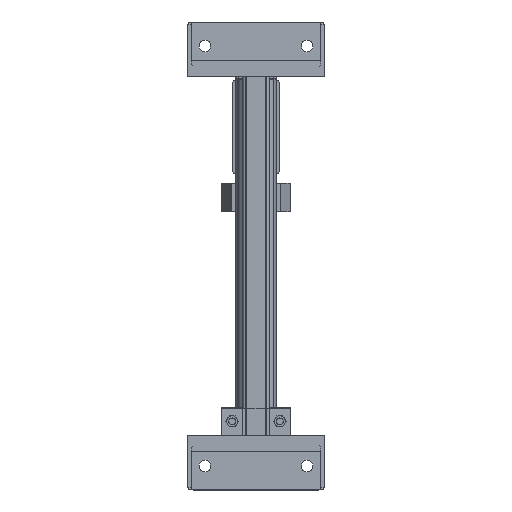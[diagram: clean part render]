
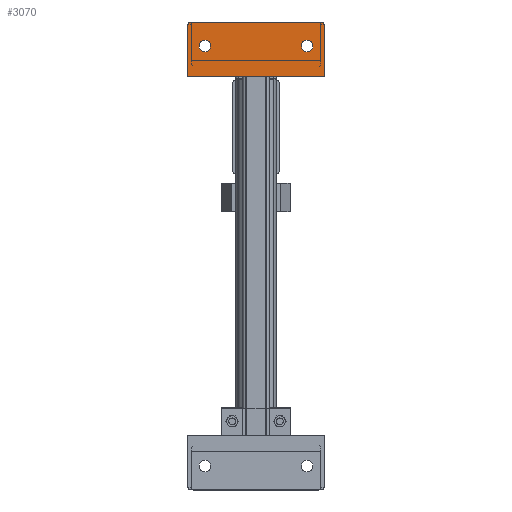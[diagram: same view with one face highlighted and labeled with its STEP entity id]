
A CAD part, left-side view. The second image highlights one B-rep face of the part: STEP entity #3070.
In plain terms, the highlighted face is planar.
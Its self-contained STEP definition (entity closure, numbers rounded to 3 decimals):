
#3070=ADVANCED_FACE('',(#5459,#5460,#5461),#5462,.T.);
#5459=FACE_BOUND('',#10996,.T.);
#5460=FACE_BOUND('',#10997,.T.);
#5461=FACE_OUTER_BOUND('',#10998,.T.);
#5462=PLANE('',#10999);
#10996=EDGE_LOOP('',(#17395));
#10997=EDGE_LOOP('',(#17396));
#10998=EDGE_LOOP('',(#17397,#17398,#17399,#17400,#17401,#17402));
#10999=AXIS2_PLACEMENT_3D('',#17403,#17404,#17405);
#17395=ORIENTED_EDGE('',*,*,#20329,.F.);
#17396=ORIENTED_EDGE('',*,*,#19776,.F.);
#17397=ORIENTED_EDGE('',*,*,#19477,.T.);
#17398=ORIENTED_EDGE('',*,*,#20330,.F.);
#17399=ORIENTED_EDGE('',*,*,#19085,.T.);
#17400=ORIENTED_EDGE('',*,*,#20085,.F.);
#17401=ORIENTED_EDGE('',*,*,#19601,.F.);
#17402=ORIENTED_EDGE('',*,*,#19947,.T.);
#17403=CARTESIAN_POINT('',(-4891.835,10695.211,4664.048));
#17404=DIRECTION('',(0.,-1.,0.));
#17405=DIRECTION('',(1.,0.,0.));
#19085=EDGE_CURVE('',#20950,#20951,#20952,.T.);
#19477=EDGE_CURVE('',#21594,#21592,#21595,.T.);
#19601=EDGE_CURVE('',#21782,#21784,#21785,.T.);
#19776=EDGE_CURVE('',#22055,#22055,#22056,.T.);
#19947=EDGE_CURVE('',#21782,#21594,#22298,.T.);
#20085=EDGE_CURVE('',#21784,#20951,#22486,.T.);
#20329=EDGE_CURVE('',#22798,#22798,#22799,.T.);
#20330=EDGE_CURVE('',#20950,#21592,#22800,.T.);
#20950=VERTEX_POINT('',#23956);
#20951=VERTEX_POINT('',#23957);
#20952=ELLIPSE('',#23958,3.226,3.);
#21592=VERTEX_POINT('',#25553);
#21594=VERTEX_POINT('',#25556);
#21595=ELLIPSE('',#25557,3.226,3.);
#21782=VERTEX_POINT('',#26043);
#21784=VERTEX_POINT('',#26046);
#21785=LINE('',#26047,#26048);
#22055=VERTEX_POINT('',#26703);
#22056=CIRCLE('',#26704,8.5);
#22298=LINE('',#27488,#27489);
#22486=LINE('',#27955,#27956);
#22798=VERTEX_POINT('',#29286);
#22799=CIRCLE('',#29287,8.5);
#22800=LINE('',#29288,#29289);
#23956=CARTESIAN_POINT('',(-4795.061,10695.211,4584.048));
#23957=CARTESIAN_POINT('',(-4791.835,10695.211,4587.048));
#23958=AXIS2_PLACEMENT_3D('',#30735,#30736,#30737);
#25553=CARTESIAN_POINT('',(-4988.608,10695.211,4584.048));
#25556=CARTESIAN_POINT('',(-4991.835,10695.211,4587.048));
#25557=AXIS2_PLACEMENT_3D('',#31191,#31192,#31193);
#26043=CARTESIAN_POINT('',(-4991.835,10695.211,4664.048));
#26046=CARTESIAN_POINT('',(-4791.835,10695.211,4664.048));
#26047=CARTESIAN_POINT('',(-4991.835,10695.211,4664.048));
#26048=VECTOR('',#31305,1.);
#26703=CARTESIAN_POINT('',(-4808.335,10695.211,4619.048));
#26704=AXIS2_PLACEMENT_3D('',#31502,#31503,#31504);
#27488=CARTESIAN_POINT('',(-4991.835,10695.211,4664.048));
#27489=VECTOR('',#31664,1.);
#27955=CARTESIAN_POINT('',(-4791.835,10695.211,4664.048));
#27956=VECTOR('',#31798,1.);
#29286=CARTESIAN_POINT('',(-4958.335,10695.211,4619.048));
#29287=AXIS2_PLACEMENT_3D('',#31988,#31989,#31990);
#29288=CARTESIAN_POINT('',(-4991.835,10695.211,4584.048));
#29289=VECTOR('',#31991,1.);
#30735=CARTESIAN_POINT('',(-4795.061,10695.211,4587.048));
#30736=DIRECTION('',(0.,-1.,0.));
#30737=DIRECTION('',(1.,0.,0.));
#31191=CARTESIAN_POINT('',(-4988.608,10695.211,4587.048));
#31192=DIRECTION('',(0.,-1.,0.));
#31193=DIRECTION('',(-1.,0.,0.));
#31305=DIRECTION('',(1.,0.,0.));
#31502=CARTESIAN_POINT('',(-4816.835,10695.211,4619.048));
#31503=DIRECTION('',(0.,-1.,0.));
#31504=DIRECTION('',(1.,0.,0.));
#31664=DIRECTION('',(0.,0.,-1.));
#31798=DIRECTION('',(0.,0.,-1.));
#31988=CARTESIAN_POINT('',(-4966.835,10695.211,4619.048));
#31989=DIRECTION('',(0.,-1.,0.));
#31990=DIRECTION('',(1.,0.,0.));
#31991=DIRECTION('',(-1.,0.,0.));
